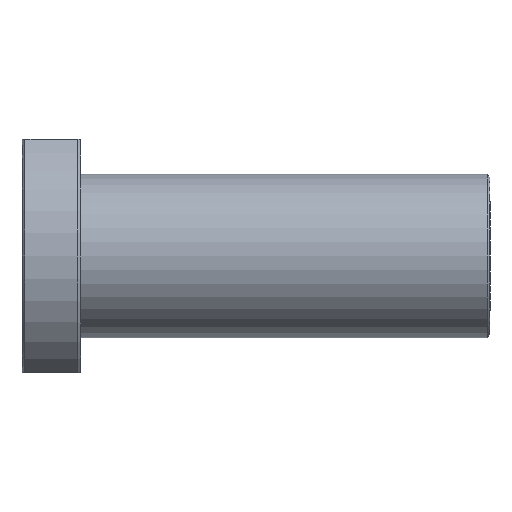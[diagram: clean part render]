
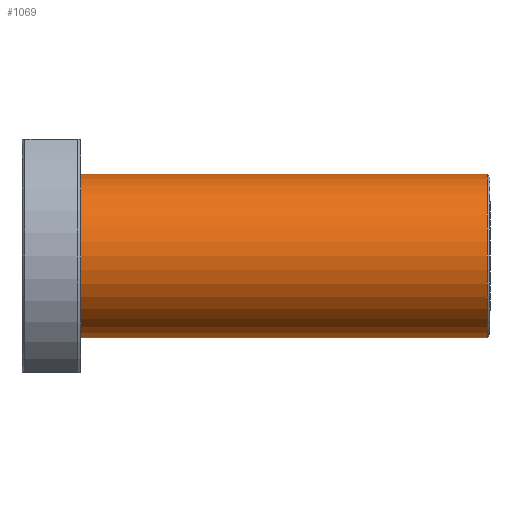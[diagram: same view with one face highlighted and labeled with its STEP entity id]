
A CAD part, front view. The second image highlights one B-rep face of the part: STEP entity #1069.
In plain terms, the highlighted cylindrical face has radius 14 mm (diameter 28 mm), a partial arc.
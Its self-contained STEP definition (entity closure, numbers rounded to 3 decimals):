
#38 = CIRCLE ( 'NONE', #720, 14. ) ;
#53 = CYLINDRICAL_SURFACE ( 'NONE', #1114, 14. ) ;
#64 = DIRECTION ( 'NONE',  ( -1., 0., 0. ) ) ;
#75 = VECTOR ( 'NONE', #64, 1000. ) ;
#111 = CIRCLE ( 'NONE', #536, 14. ) ;
#210 = VERTEX_POINT ( 'NONE', #713 ) ;
#252 = LINE ( 'NONE', #801, #75 ) ;
#337 = CARTESIAN_POINT ( 'NONE',  ( -149.49, 0., 0. ) ) ;
#359 = DIRECTION ( 'NONE',  ( 0., 0., 1. ) ) ;
#361 = CARTESIAN_POINT ( 'NONE',  ( 3.559, 0., 14. ) ) ;
#416 = DIRECTION ( 'NONE',  ( -1., 0., 0. ) ) ;
#447 = CARTESIAN_POINT ( 'NONE',  ( -149.49, 0., -14. ) ) ;
#455 = VECTOR ( 'NONE', #836, 1000. ) ;
#456 = ORIENTED_EDGE ( 'NONE', *, *, #740, .F. ) ;
#463 = ORIENTED_EDGE ( 'NONE', *, *, #1024, .T. ) ;
#536 = AXIS2_PLACEMENT_3D ( 'NONE', #1043, #656, #359 ) ;
#588 = EDGE_LOOP ( 'NONE', ( #768, #680, #463, #456 ) ) ;
#610 = VERTEX_POINT ( 'NONE', #1200 ) ;
#620 = FACE_OUTER_BOUND ( 'NONE', #588, .T. ) ;
#656 = DIRECTION ( 'NONE',  ( -1., 0., 0. ) ) ;
#680 = ORIENTED_EDGE ( 'NONE', *, *, #692, .T. ) ;
#692 = EDGE_CURVE ( 'NONE', #210, #1081, #111, .T. ) ;
#713 = CARTESIAN_POINT ( 'NONE',  ( 3.559, 0., -14. ) ) ;
#718 = DIRECTION ( 'NONE',  ( 0., 0., 1. ) ) ;
#720 = AXIS2_PLACEMENT_3D ( 'NONE', #857, #752, #838 ) ;
#740 = EDGE_CURVE ( 'NONE', #610, #1082, #38, .T. ) ;
#752 = DIRECTION ( 'NONE',  ( -1., 0., 0. ) ) ;
#768 = ORIENTED_EDGE ( 'NONE', *, *, #1089, .F. ) ;
#801 = CARTESIAN_POINT ( 'NONE',  ( -149.49, 0., 14. ) ) ;
#836 = DIRECTION ( 'NONE',  ( -1., 0., 0. ) ) ;
#838 = DIRECTION ( 'NONE',  ( 0., 0., 1. ) ) ;
#857 = CARTESIAN_POINT ( 'NONE',  ( -65.941, 0., 0. ) ) ;
#1024 = EDGE_CURVE ( 'NONE', #1081, #1082, #252, .T. ) ;
#1043 = CARTESIAN_POINT ( 'NONE',  ( 3.559, 0., 0. ) ) ;
#1069 = ADVANCED_FACE ( 'NONE', ( #620 ), #53, .T. ) ;
#1081 = VERTEX_POINT ( 'NONE', #361 ) ;
#1082 = VERTEX_POINT ( 'NONE', #1211 ) ;
#1089 = EDGE_CURVE ( 'NONE', #210, #610, #1207, .T. ) ;
#1114 = AXIS2_PLACEMENT_3D ( 'NONE', #337, #416, #718 ) ;
#1200 = CARTESIAN_POINT ( 'NONE',  ( -65.941, 0., -14. ) ) ;
#1207 = LINE ( 'NONE', #447, #455 ) ;
#1211 = CARTESIAN_POINT ( 'NONE',  ( -65.941, 0., 14. ) ) ;
